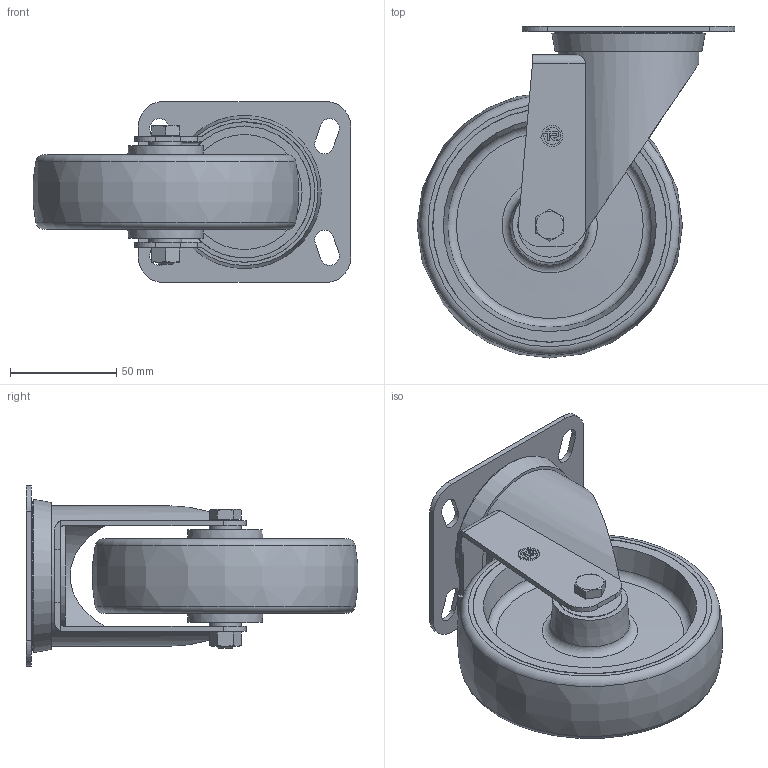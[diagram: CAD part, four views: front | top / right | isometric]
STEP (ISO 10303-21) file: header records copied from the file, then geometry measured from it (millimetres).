
FILE_DESCRIPTION( ( 'STEP AP214' ), ' ' );
FILE_NAME( 'SRP_NL_1_125_604203_0.stp', '2017-04-27T09:12:36', ( '' ), ( '' ), ' ', 'PARTsolutions', ' ' );
FILE_SCHEMA( ( 'AUTOMOTIVE_DESIGN { 1 0 10303 214 1 1 1 1 }' ) );
Length unit declared in the file: millimetre
Products named in the file (6): SRP/NL 1 125 604203 0; _Serie 60 P6 CB - 601103; _Shaft 125-M8-40-15450; _SRP/NL (125-100x85-35156)-b; _Bolt M8-60(GREY); _Nut M8(GREY)
Assembly tree (5 placements, depth 2):
  SRP/NL 1 125 604203 0
    _Serie 60 P6 CB - 601103
    _Shaft 125-M8-40-15450
    _SRP/NL (125-100x85-35156)-b
    _Bolt M8-60(GREY)
    _Nut M8(GREY)
Bounding box: 149.34 x 155.84 x 85 mm (x, y, z)
Volume: 328599.6 mm3; surface area: 98948.4 mm2
Topology: 5 solids, 5 shells, 230 faces, 555 edges, 357 vertices
Faces by surface type: plane 132, cylinder 50, cone 31, torus 16, bspline 1
Full cylindrical faces by diameter (mm): 6.647 x1, 8 x4, 11.47 x1, 12 x1, 15 x2, 30 x2, 54 x1, 62 x1, 66 x1, 109.8 x2, 110 x2
Entity records: 8714 total; most frequent: CARTESIAN_POINT 1560, DIRECTION 1066, ORIENTED_EDGE 1010, EDGE_CURVE 505, AXIS2_PLACEMENT_3D 390, VERTEX_POINT 355, EDGE_LOOP 318, LINE 286
